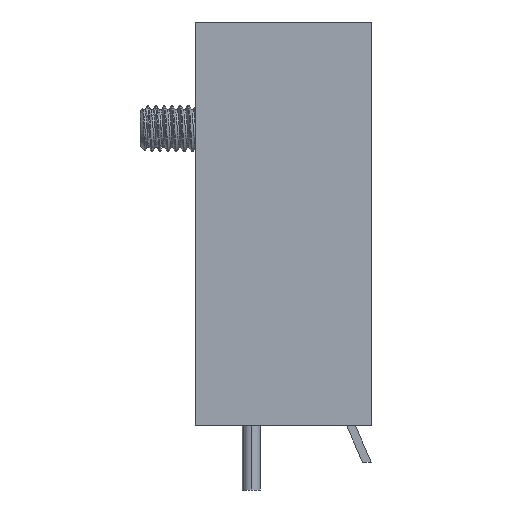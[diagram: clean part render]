
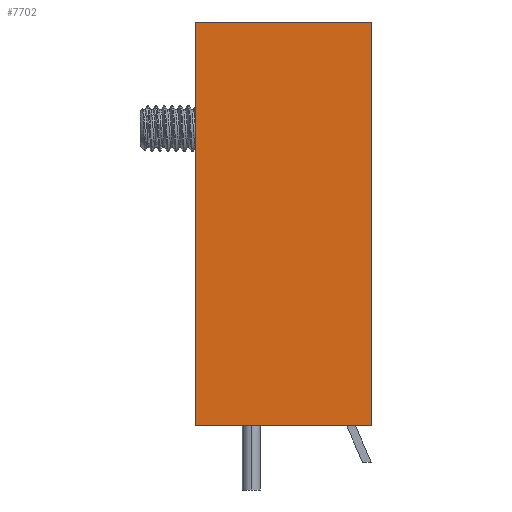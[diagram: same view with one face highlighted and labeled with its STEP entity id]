
A CAD part, left-side view. The second image highlights one B-rep face of the part: STEP entity #7702.
In plain terms, the highlighted planar face has unit normal (-1, 0, 0).
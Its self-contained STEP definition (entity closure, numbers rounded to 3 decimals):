
#704 = ORIENTED_EDGE ( 'NONE', *, *, #15532, .T. ) ;
#1169 = VERTEX_POINT ( 'NONE', #10310 ) ;
#1338 = ORIENTED_EDGE ( 'NONE', *, *, #3470, .F. ) ;
#2373 = VECTOR ( 'NONE', #13787, 1000. ) ;
#2484 = DIRECTION ( 'NONE',  ( 0., 0., -1. ) ) ;
#2836 = LINE ( 'NONE', #8237, #2373 ) ;
#3470 = EDGE_CURVE ( 'NONE', #1169, #7561, #15106, .T. ) ;
#4181 = VERTEX_POINT ( 'NONE', #4753 ) ;
#4753 = CARTESIAN_POINT ( 'NONE',  ( -7.5, 5.455, -12.5 ) ) ;
#5496 = LINE ( 'NONE', #11088, #14587 ) ;
#6281 = ORIENTED_EDGE ( 'NONE', *, *, #14022, .F. ) ;
#6379 = VERTEX_POINT ( 'NONE', #9293 ) ;
#7239 = DIRECTION ( 'NONE',  ( 0., -1., 0. ) ) ;
#7336 = EDGE_LOOP ( 'NONE', ( #704, #6281, #1338, #15138 ) ) ;
#7561 = VERTEX_POINT ( 'NONE', #10845 ) ;
#7702 = ADVANCED_FACE ( 'NONE', ( #9727 ), #12468, .F. ) ;
#8237 = CARTESIAN_POINT ( 'NONE',  ( -7.5, -5.455, 12.5 ) ) ;
#8720 = VECTOR ( 'NONE', #12484, 1000. ) ;
#9293 = CARTESIAN_POINT ( 'NONE',  ( -7.5, -5.455, -12.5 ) ) ;
#9331 = CARTESIAN_POINT ( 'NONE',  ( -7.5, 5.455, 12.5 ) ) ;
#9727 = FACE_OUTER_BOUND ( 'NONE', #7336, .T. ) ;
#10310 = CARTESIAN_POINT ( 'NONE',  ( -7.5, 5.455, 12.5 ) ) ;
#10399 = EDGE_CURVE ( 'NONE', #1169, #4181, #17636, .T. ) ;
#10845 = CARTESIAN_POINT ( 'NONE',  ( -7.5, -5.455, 12.5 ) ) ;
#10961 = CARTESIAN_POINT ( 'NONE',  ( -7.5, -5.455, 12.5 ) ) ;
#11088 = CARTESIAN_POINT ( 'NONE',  ( -7.5, -5.455, -12.5 ) ) ;
#11222 = AXIS2_PLACEMENT_3D ( 'NONE', #17176, #14769, #11572 ) ;
#11572 = DIRECTION ( 'NONE',  ( 0., 1., 0. ) ) ;
#12468 = PLANE ( 'NONE',  #11222 ) ;
#12484 = DIRECTION ( 'NONE',  ( 0., -1., 0. ) ) ;
#13787 = DIRECTION ( 'NONE',  ( 0., 0., -1. ) ) ;
#14022 = EDGE_CURVE ( 'NONE', #7561, #6379, #2836, .T. ) ;
#14587 = VECTOR ( 'NONE', #7239, 1000. ) ;
#14769 = DIRECTION ( 'NONE',  ( 1., 0., 0. ) ) ;
#15106 = LINE ( 'NONE', #10961, #8720 ) ;
#15138 = ORIENTED_EDGE ( 'NONE', *, *, #10399, .T. ) ;
#15532 = EDGE_CURVE ( 'NONE', #4181, #6379, #5496, .T. ) ;
#15868 = VECTOR ( 'NONE', #2484, 1000. ) ;
#17176 = CARTESIAN_POINT ( 'NONE',  ( -7.5, -5.455, 12.5 ) ) ;
#17636 = LINE ( 'NONE', #9331, #15868 ) ;
